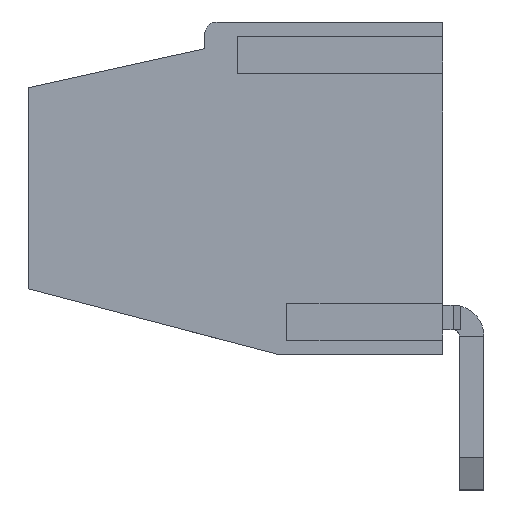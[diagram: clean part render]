
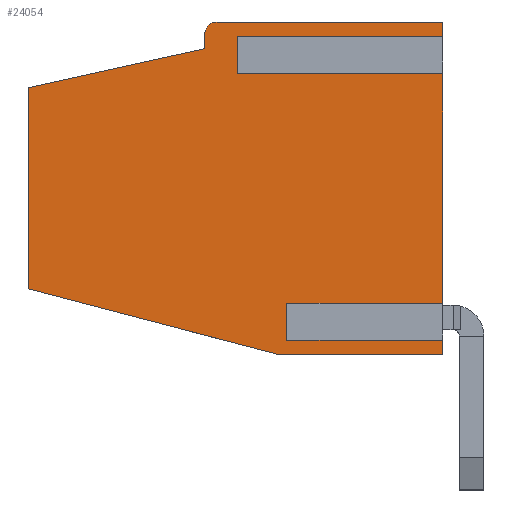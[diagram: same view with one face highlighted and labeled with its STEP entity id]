
A CAD part, left-side view. The second image highlights one B-rep face of the part: STEP entity #24054.
In plain terms, the highlighted face is planar.
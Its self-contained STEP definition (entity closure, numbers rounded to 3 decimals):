
#595 = ORIENTED_EDGE ( 'NONE', *, *, #9588, .F. ) ;
#653 = DIRECTION ( 'NONE',  ( 0., -1., 0. ) ) ;
#767 = VECTOR ( 'NONE', #1333, 1000. ) ;
#774 = VECTOR ( 'NONE', #4113, 1000. ) ;
#1164 = EDGE_CURVE ( 'NONE', #30557, #31484, #24970, .T. ) ;
#1333 = DIRECTION ( 'NONE',  ( 0., 0.254, 0.967 ) ) ;
#2245 = VERTEX_POINT ( 'NONE', #20055 ) ;
#2542 = CARTESIAN_POINT ( 'NONE',  ( 2.5, 7.032, 0.7 ) ) ;
#2549 = LINE ( 'NONE', #15803, #4646 ) ;
#2721 = VECTOR ( 'NONE', #15542, 1000. ) ;
#2919 = FACE_OUTER_BOUND ( 'NONE', #11300, .T. ) ;
#3243 = CARTESIAN_POINT ( 'NONE',  ( 2.5, 7.8, 6.2 ) ) ;
#3338 = LINE ( 'NONE', #29403, #20901 ) ;
#4039 = CARTESIAN_POINT ( 'NONE',  ( 2.5, 7.45, 6.5 ) ) ;
#4071 = VERTEX_POINT ( 'NONE', #22768 ) ;
#4113 = DIRECTION ( 'NONE',  ( 0., 1., 0. ) ) ;
#4559 = VECTOR ( 'NONE', #33472, 1000. ) ;
#4646 = VECTOR ( 'NONE', #10296, 1000. ) ;
#5179 = ORIENTED_EDGE ( 'NONE', *, *, #32746, .F. ) ;
#5742 = CARTESIAN_POINT ( 'NONE',  ( 2.5, 1.6, 10.8 ) ) ;
#5747 = DIRECTION ( 'NONE',  ( 0., 1., 0. ) ) ;
#5779 = CARTESIAN_POINT ( 'NONE',  ( 2.5, 8.1, 6.2 ) ) ;
#5834 = ORIENTED_EDGE ( 'NONE', *, *, #14856, .T. ) ;
#6425 = LINE ( 'NONE', #20165, #22279 ) ;
#6803 = DIRECTION ( 'NONE',  ( 0., 1., 0. ) ) ;
#6888 = CARTESIAN_POINT ( 'NONE',  ( 2.5, 7.568, 5.7 ) ) ;
#7046 = CARTESIAN_POINT ( 'NONE',  ( 2.5, 8.1, 10.8 ) ) ;
#7511 = ORIENTED_EDGE ( 'NONE', *, *, #26455, .T. ) ;
#7530 = VERTEX_POINT ( 'NONE', #2542 ) ;
#7708 = ORIENTED_EDGE ( 'NONE', *, *, #11946, .F. ) ;
#8911 = EDGE_CURVE ( 'NONE', #27377, #18846, #33671, .T. ) ;
#8947 = LINE ( 'NONE', #19436, #19236 ) ;
#9588 = EDGE_CURVE ( 'NONE', #31484, #27377, #25831, .T. ) ;
#9629 = DIRECTION ( 'NONE',  ( 0., 0., -1. ) ) ;
#9846 = VECTOR ( 'NONE', #30887, 1000. ) ;
#9876 = CARTESIAN_POINT ( 'NONE',  ( 2.5, 8.1, 0.7 ) ) ;
#9967 = CARTESIAN_POINT ( 'NONE',  ( 2.5, 0., 10.8 ) ) ;
#10074 = CARTESIAN_POINT ( 'NONE',  ( 2.5, 1.068, 4.5 ) ) ;
#10086 = LINE ( 'NONE', #22866, #4559 ) ;
#10110 = VERTEX_POINT ( 'NONE', #5779 ) ;
#10296 = DIRECTION ( 'NONE',  ( 0., 0., -1. ) ) ;
#10452 = ORIENTED_EDGE ( 'NONE', *, *, #26601, .F. ) ;
#10659 = DIRECTION ( 'NONE',  ( 0., -1., 0. ) ) ;
#11300 = EDGE_LOOP ( 'NONE', ( #5179, #20135, #7708, #23959, #595, #26084, #26708, #24980, #25129, #7511, #31723, #14284, #10452, #32826, #5834, #30922 ) ) ;
#11914 = CARTESIAN_POINT ( 'NONE',  ( 2.5, 7.568, 5.7 ) ) ;
#11946 = EDGE_CURVE ( 'NONE', #18846, #23558, #32770, .T. ) ;
#11994 = VERTEX_POINT ( 'NONE', #17617 ) ;
#12004 = EDGE_CURVE ( 'NONE', #11994, #22862, #28710, .T. ) ;
#12339 = VERTEX_POINT ( 'NONE', #33644 ) ;
#12525 = CARTESIAN_POINT ( 'NONE',  ( 2.5, 0.532, 0.7 ) ) ;
#12665 = EDGE_CURVE ( 'NONE', #2245, #17529, #3338, .T. ) ;
#13752 = DIRECTION ( 'NONE',  ( 1., 0., 0. ) ) ;
#14284 = ORIENTED_EDGE ( 'NONE', *, *, #31156, .T. ) ;
#14453 = CARTESIAN_POINT ( 'NONE',  ( 2.5, 7.032, 5.7 ) ) ;
#14856 = EDGE_CURVE ( 'NONE', #23009, #2245, #10086, .T. ) ;
#15542 = DIRECTION ( 'NONE',  ( 0., 1., 0. ) ) ;
#15803 = CARTESIAN_POINT ( 'NONE',  ( 2.5, 7.032, 5.7 ) ) ;
#16028 = EDGE_CURVE ( 'NONE', #23009, #26514, #33523, .T. ) ;
#16200 = CARTESIAN_POINT ( 'NONE',  ( 2.5, 8.1, 0.7 ) ) ;
#16503 = EDGE_CURVE ( 'NONE', #4071, #22862, #6425, .T. ) ;
#17007 = LINE ( 'NONE', #27735, #9846 ) ;
#17086 = EDGE_CURVE ( 'NONE', #10110, #23558, #30695, .T. ) ;
#17288 = CARTESIAN_POINT ( 'NONE',  ( 2.5, 7.45, 6.5 ) ) ;
#17529 = VERTEX_POINT ( 'NONE', #16200 ) ;
#17617 = CARTESIAN_POINT ( 'NONE',  ( 2.5, 0., 0.7 ) ) ;
#18032 = CARTESIAN_POINT ( 'NONE',  ( 2.5, 6.5, 10.8 ) ) ;
#18669 = VERTEX_POINT ( 'NONE', #10074 ) ;
#18846 = VERTEX_POINT ( 'NONE', #17288 ) ;
#19236 = VECTOR ( 'NONE', #27091, 1000. ) ;
#19436 = CARTESIAN_POINT ( 'NONE',  ( 2.5, 8.1, 0.7 ) ) ;
#20055 = CARTESIAN_POINT ( 'NONE',  ( 2.5, 7.568, 0.7 ) ) ;
#20079 = EDGE_CURVE ( 'NONE', #18669, #12339, #17007, .T. ) ;
#20135 = ORIENTED_EDGE ( 'NONE', *, *, #17086, .T. ) ;
#20165 = CARTESIAN_POINT ( 'NONE',  ( 2.5, 0.532, 4.5 ) ) ;
#20901 = VECTOR ( 'NONE', #5747, 1000. ) ;
#20997 = DIRECTION ( 'NONE',  ( -1., 0., 0. ) ) ;
#21539 = VECTOR ( 'NONE', #9629, 1000. ) ;
#21690 = AXIS2_PLACEMENT_3D ( 'NONE', #28480, #20997, #10659 ) ;
#21787 = CARTESIAN_POINT ( 'NONE',  ( 2.5, 0., 4.7 ) ) ;
#22279 = VECTOR ( 'NONE', #27822, 1000. ) ;
#22768 = CARTESIAN_POINT ( 'NONE',  ( 2.5, 0.532, 4.5 ) ) ;
#22862 = VERTEX_POINT ( 'NONE', #12525 ) ;
#22866 = CARTESIAN_POINT ( 'NONE',  ( 2.5, 7.568, 5.7 ) ) ;
#23009 = VERTEX_POINT ( 'NONE', #11914 ) ;
#23558 = VERTEX_POINT ( 'NONE', #26285 ) ;
#23588 = CARTESIAN_POINT ( 'NONE',  ( 2.5, 6.5, 10.8 ) ) ;
#23647 = VECTOR ( 'NONE', #6803, 1000. ) ;
#23959 = ORIENTED_EDGE ( 'NONE', *, *, #8911, .F. ) ;
#24054 = ADVANCED_FACE ( 'NONE', ( #2919 ), #26211, .F. ) ;
#24970 = LINE ( 'NONE', #32662, #767 ) ;
#24980 = ORIENTED_EDGE ( 'NONE', *, *, #12004, .T. ) ;
#25129 = ORIENTED_EDGE ( 'NONE', *, *, #16503, .F. ) ;
#25325 = DIRECTION ( 'NONE',  ( 0., 0., -1. ) ) ;
#25831 = LINE ( 'NONE', #7046, #33494 ) ;
#25992 = DIRECTION ( 'NONE',  ( 0., 0.216, -0.976 ) ) ;
#26084 = ORIENTED_EDGE ( 'NONE', *, *, #1164, .F. ) ;
#26211 = PLANE ( 'NONE',  #21690 ) ;
#26285 = CARTESIAN_POINT ( 'NONE',  ( 2.5, 7.8, 6.5 ) ) ;
#26455 = EDGE_CURVE ( 'NONE', #4071, #18669, #27933, .T. ) ;
#26514 = VERTEX_POINT ( 'NONE', #14453 ) ;
#26601 = EDGE_CURVE ( 'NONE', #26514, #7530, #2549, .T. ) ;
#26667 = VECTOR ( 'NONE', #28795, 1000. ) ;
#26708 = ORIENTED_EDGE ( 'NONE', *, *, #31849, .T. ) ;
#27091 = DIRECTION ( 'NONE',  ( 0., 1., 0. ) ) ;
#27377 = VERTEX_POINT ( 'NONE', #23588 ) ;
#27616 = LINE ( 'NONE', #9967, #29168 ) ;
#27735 = CARTESIAN_POINT ( 'NONE',  ( 2.5, 1.068, 4.5 ) ) ;
#27822 = DIRECTION ( 'NONE',  ( 0., 0., -1. ) ) ;
#27890 = AXIS2_PLACEMENT_3D ( 'NONE', #3243, #13752, #653 ) ;
#27933 = LINE ( 'NONE', #33024, #774 ) ;
#28480 = CARTESIAN_POINT ( 'NONE',  ( 2.5, 8.1, 10.8 ) ) ;
#28710 = LINE ( 'NONE', #9876, #2721 ) ;
#28795 = DIRECTION ( 'NONE',  ( 0., -1., 0. ) ) ;
#29168 = VECTOR ( 'NONE', #25325, 1000. ) ;
#29403 = CARTESIAN_POINT ( 'NONE',  ( 2.5, 8.1, 0.7 ) ) ;
#30557 = VERTEX_POINT ( 'NONE', #21787 ) ;
#30695 = CIRCLE ( 'NONE', #27890, 0.3 ) ;
#30887 = DIRECTION ( 'NONE',  ( 0., 0., -1. ) ) ;
#30922 = ORIENTED_EDGE ( 'NONE', *, *, #12665, .T. ) ;
#31105 = LINE ( 'NONE', #33529, #21539 ) ;
#31156 = EDGE_CURVE ( 'NONE', #12339, #7530, #8947, .T. ) ;
#31484 = VERTEX_POINT ( 'NONE', #5742 ) ;
#31723 = ORIENTED_EDGE ( 'NONE', *, *, #20079, .T. ) ;
#31813 = VECTOR ( 'NONE', #25992, 1000. ) ;
#31849 = EDGE_CURVE ( 'NONE', #30557, #11994, #27616, .T. ) ;
#32662 = CARTESIAN_POINT ( 'NONE',  ( 2.5, 1.6, 10.8 ) ) ;
#32746 = EDGE_CURVE ( 'NONE', #10110, #17529, #31105, .T. ) ;
#32770 = LINE ( 'NONE', #4039, #23647 ) ;
#32826 = ORIENTED_EDGE ( 'NONE', *, *, #16028, .F. ) ;
#33024 = CARTESIAN_POINT ( 'NONE',  ( 2.5, 0.532, 4.5 ) ) ;
#33336 = DIRECTION ( 'NONE',  ( 0., 1., 0. ) ) ;
#33472 = DIRECTION ( 'NONE',  ( 0., 0., -1. ) ) ;
#33494 = VECTOR ( 'NONE', #33336, 1000. ) ;
#33523 = LINE ( 'NONE', #6888, #26667 ) ;
#33529 = CARTESIAN_POINT ( 'NONE',  ( 2.5, 8.1, 10.8 ) ) ;
#33644 = CARTESIAN_POINT ( 'NONE',  ( 2.5, 1.068, 0.7 ) ) ;
#33671 = LINE ( 'NONE', #18032, #31813 ) ;
